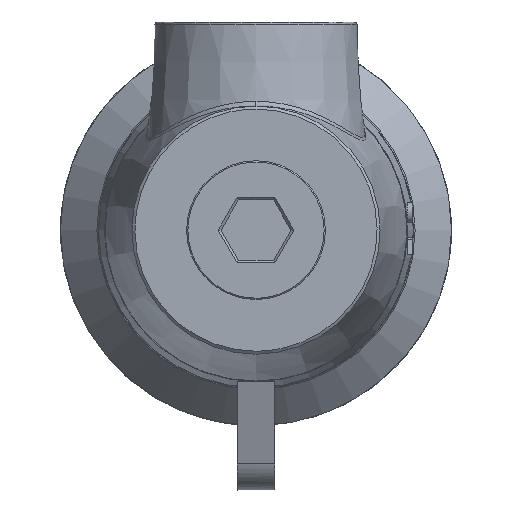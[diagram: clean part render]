
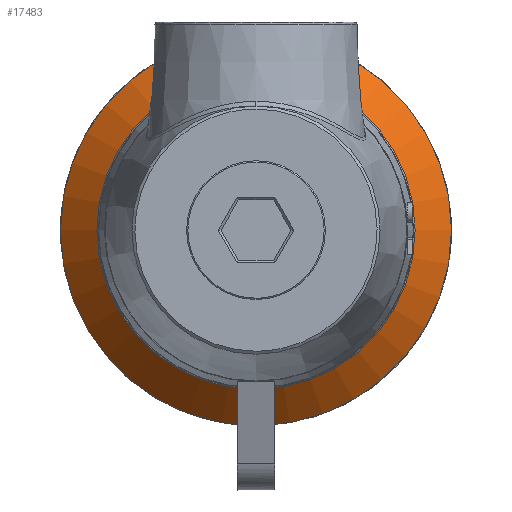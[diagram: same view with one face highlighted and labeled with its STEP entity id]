
A CAD part, left-side view. The second image highlights one B-rep face of the part: STEP entity #17483.
In plain terms, the highlighted conical face has half-angle 45 degrees and reference radius 77.5 mm.
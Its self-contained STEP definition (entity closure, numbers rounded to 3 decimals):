
#343 = CARTESIAN_POINT ( 'NONE',  ( 76.111, 0., 0. ) ) ;
#1626 = VERTEX_POINT ( 'NONE', #20454 ) ;
#1971 = AXIS2_PLACEMENT_3D ( 'NONE', #24503, #11395, #13775 ) ;
#4636 = DIRECTION ( 'NONE',  ( 1., 0., 0. ) ) ;
#5786 = ORIENTED_EDGE ( 'NONE', *, *, #23264, .T. ) ;
#6670 = DIRECTION ( 'NONE',  ( 0., 0., 1. ) ) ;
#8781 = CARTESIAN_POINT ( 'NONE',  ( 61.697, 0., -63.086 ) ) ;
#9309 = ORIENTED_EDGE ( 'NONE', *, *, #25636, .T. ) ;
#11395 = DIRECTION ( 'NONE',  ( 1., 0., 0. ) ) ;
#13775 = DIRECTION ( 'NONE',  ( 0., 0.002, 1. ) ) ;
#14212 = EDGE_LOOP ( 'NONE', ( #9309 ) ) ;
#15246 = FACE_OUTER_BOUND ( 'NONE', #14212, .T. ) ;
#15336 = AXIS2_PLACEMENT_3D ( 'NONE', #19742, #24221, #6670 ) ;
#15537 = CIRCLE ( 'NONE', #1971, 63.086 ) ;
#15604 = DIRECTION ( 'NONE',  ( 0., 0., -1. ) ) ;
#15756 = CIRCLE ( 'NONE', #15336, 77.5 ) ;
#17483 = ADVANCED_FACE ( 'NONE', ( #15246, #24497 ), #21765, .T. ) ;
#19742 = CARTESIAN_POINT ( 'NONE',  ( 76.111, 0., 0. ) ) ;
#20454 = CARTESIAN_POINT ( 'NONE',  ( 76.111, 0., 77.5 ) ) ;
#21765 = CONICAL_SURFACE ( 'NONE', #22503, 77.5, 0.785 ) ;
#22503 = AXIS2_PLACEMENT_3D ( 'NONE', #343, #4636, #15604 ) ;
#23264 = EDGE_CURVE ( 'NONE', #27482, #27482, #15537, .T. ) ;
#24221 = DIRECTION ( 'NONE',  ( -1., 0., 0. ) ) ;
#24497 = FACE_BOUND ( 'NONE', #26862, .T. ) ;
#24503 = CARTESIAN_POINT ( 'NONE',  ( 61.697, 0., 0. ) ) ;
#25636 = EDGE_CURVE ( 'NONE', #1626, #1626, #15756, .T. ) ;
#26862 = EDGE_LOOP ( 'NONE', ( #5786 ) ) ;
#27482 = VERTEX_POINT ( 'NONE', #8781 ) ;
